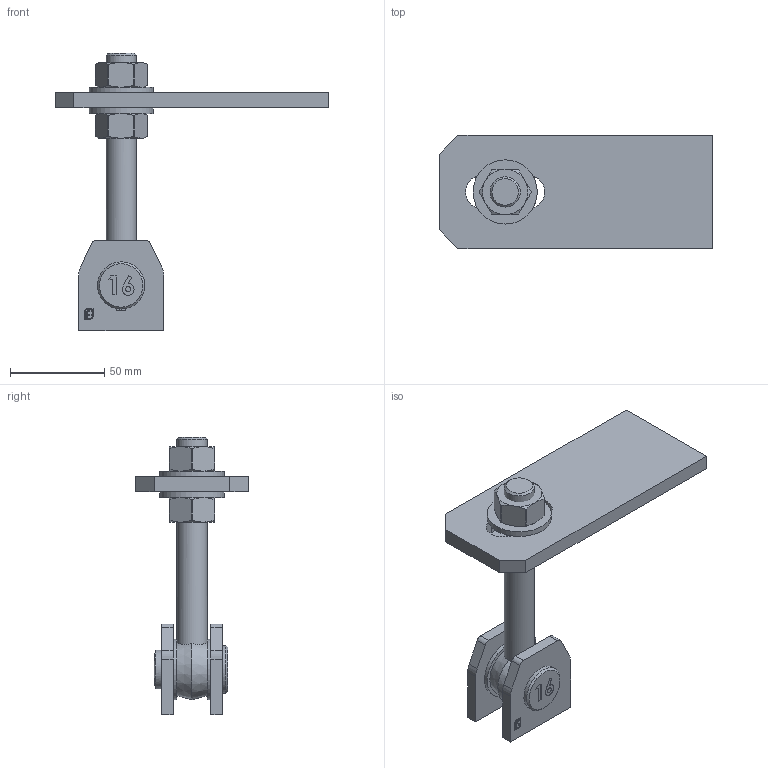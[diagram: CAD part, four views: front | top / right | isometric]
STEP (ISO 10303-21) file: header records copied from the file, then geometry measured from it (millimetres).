
FILE_DESCRIPTION (( 'STEP AP203' ), '1' );
FILE_NAME ('121-M16-GV.step', '2023-11-30T15:39:45', ( '' ), ( '' ), 'SwSTEP 2.0', 'SolidWorks 2018', '' );
FILE_SCHEMA (( 'CONFIG_CONTROL_DESIGN' ));
Length unit declared in the file: millimetre
Products named in the file (10): Torband Teil1_121-M16-GV Teil1B; 121-M16-GV; Torband Teil1_121-M16-GV Teil1A; DIN 934 M4-M20_DIN 934 M16; Torband Teil2_121-M16-GV Teil2; Torband Teil3_121-M16-GV Teil3; 130-Mxx Teil6_121-M16-GV Teil7; 121-Mxx Teil6_121-M16-GV Teil6; Torband Teil5_121-M16-GV Teil5; Torband Teil4_121-M16-GV Teil4
Assembly tree (12 placements, depth 2):
  121-M16-GV
    Torband Teil1_121-M16-GV Teil1B
    Torband Teil1_121-M16-GV Teil1A
    Torband Teil2_121-M16-GV Teil2
    Torband Teil3_121-M16-GV Teil3
    Torband Teil4_121-M16-GV Teil4  x2
    Torband Teil5_121-M16-GV Teil5
    130-Mxx Teil6_121-M16-GV Teil7  x2
    DIN 934 M4-M20_DIN 934 M16  x2
    121-Mxx Teil6_121-M16-GV Teil6
Bounding box: 145 x 60 x 147.05 mm (x, y, z)
Volume: 138724.3 mm3; surface area: 54085.7 mm2
Topology: 12 solids, 12 shells, 553 faces, 1466 edges, 965 vertices
Faces by surface type: plane 355, bspline 120, cylinder 41, cone 36, sphere 1
Full cylindrical faces by diameter (mm): 5 x1, 6 x1, 14 x2, 15.7 x1, 16 x1, 16.5 x4, 17 x2, 20.5 x1, 25 x1, 32 x2, 34 x2
Entity records: 22139 total; most frequent: CARTESIAN_POINT 9139, ORIENTED_EDGE 2720, DIRECTION 1946, EDGE_CURVE 1360, LINE 914, VECTOR 914, VERTEX_POINT 911, EDGE_LOOP 579
